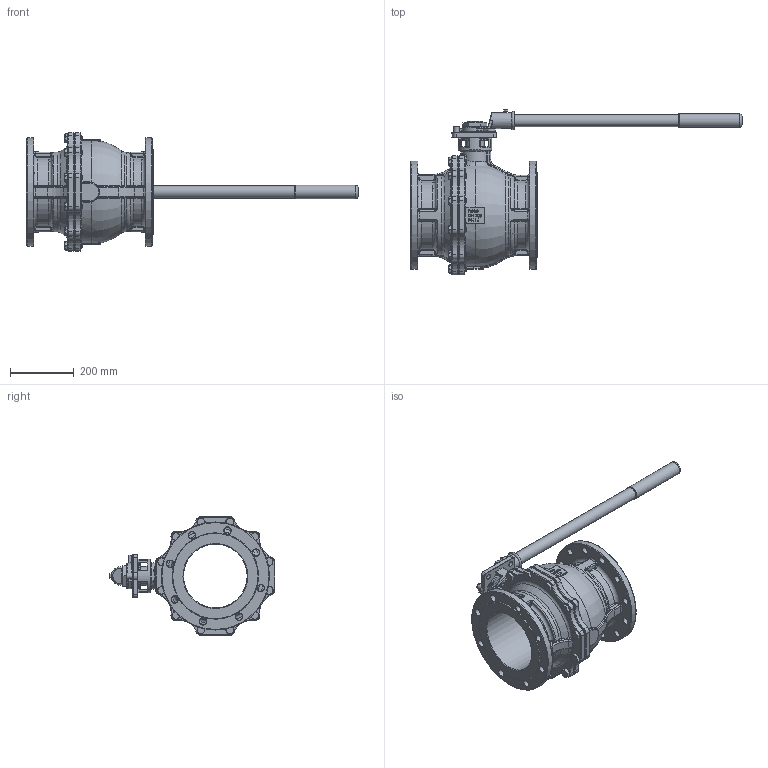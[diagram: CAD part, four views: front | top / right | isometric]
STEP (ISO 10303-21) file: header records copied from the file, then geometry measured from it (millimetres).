
FILE_DESCRIPTION (( 'STEP AP214' ), '1' );
FILE_NAME ('FK-800-000-4 Flanschkugelhahn 1907.STEP', '2019-07-22T12:58:25', ( '' ), ( '' ), 'SwSTEP 2.0', 'SolidWorks 2016', '' );
FILE_SCHEMA (( 'AUTOMOTIVE_DESIGN' ));
Length unit declared in the file: millimetre
Products named in the file (1): FK-800-000-4 Flanschkugelhahn 1907
Bounding box: 1044 x 521.1 x 374 mm (x, y, z)
Volume: 15658674.5 mm3; surface area: 1246514.2 mm2
Topology: 1 solids, 2 shells, 1733 faces, 4288 edges, 2589 vertices
Faces by surface type: plane 469, bspline 401, cylinder 394, torus 286, cone 171, sphere 12
Full cylindrical faces by diameter (mm): 8 x1, 16 x24, 17 x4, 17.5 x1, 18 x1, 22 x20, 28 x1, 38 x1, 42 x1, 50 x1, 60 x2, 70 x1, 72 x1, 90 x1, 106 x1, 200 x1, 260 x2, 340 x2
Entity records: 76668 total; most frequent: CARTESIAN_POINT 35615, ORIENTED_EDGE 8042, DIRECTION 7151, EDGE_CURVE 4021, AXIS2_PLACEMENT_3D 2855, VERTEX_POINT 2506, EDGE_LOOP 2031, FACE_OUTER_BOUND 1831
